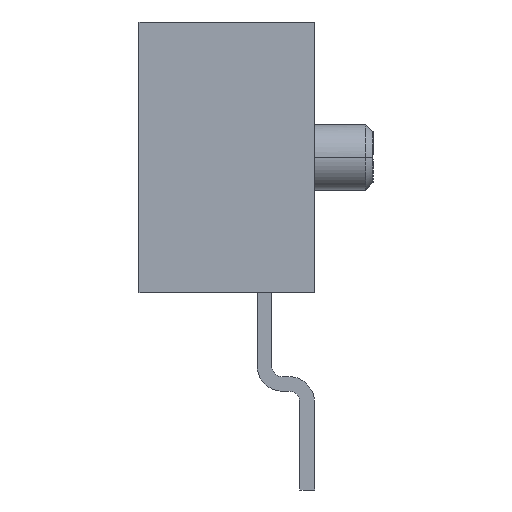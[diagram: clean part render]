
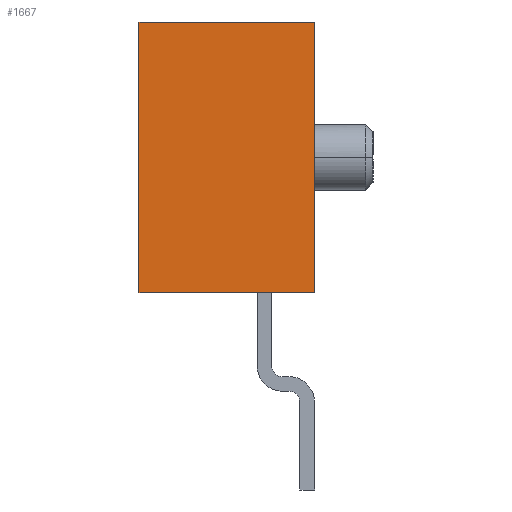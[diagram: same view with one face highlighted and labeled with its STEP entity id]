
A CAD part, left-side view. The second image highlights one B-rep face of the part: STEP entity #1667.
In plain terms, the highlighted planar face has unit normal (-1, 0, 0).
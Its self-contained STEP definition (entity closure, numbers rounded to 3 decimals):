
#167=CARTESIAN_POINT('',(-10.4,-1.2,1.85));
#168=VERTEX_POINT('',#167);
#178=CARTESIAN_POINT('',(-10.4,-1.2,-1.85));
#179=VERTEX_POINT('',#178);
#180=CARTESIAN_POINT('',(-10.4,-1.2,1.85));
#181=CARTESIAN_POINT('',(-10.4,-1.2,1.11));
#182=CARTESIAN_POINT('',(-10.4,-1.2,0.37));
#183=CARTESIAN_POINT('',(-10.4,-1.2,-0.37));
#184=CARTESIAN_POINT('',(-10.4,-1.2,-1.11));
#185=CARTESIAN_POINT('',(-10.4,-1.2,-1.85));
#186=B_SPLINE_CURVE_WITH_KNOTS('',5,(#180,#181,#182,#183,#184,#185),.UNSPECIFIED.,.F.,.U.,(6,6),(0.,3.7),.UNSPECIFIED.);
#187=EDGE_CURVE('',#168,#179,#186,.T.);
#675=CARTESIAN_POINT('',(-10.4,1.2,1.85));
#676=VERTEX_POINT('',#675);
#686=CARTESIAN_POINT('',(-10.4,1.2,1.85));
#687=CARTESIAN_POINT('',(-10.4,0.72,1.85));
#688=CARTESIAN_POINT('',(-10.4,0.24,1.85));
#689=CARTESIAN_POINT('',(-10.4,-0.24,1.85));
#690=CARTESIAN_POINT('',(-10.4,-0.72,1.85));
#691=CARTESIAN_POINT('',(-10.4,-1.2,1.85));
#692=B_SPLINE_CURVE_WITH_KNOTS('',5,(#686,#687,#688,#689,#690,#691),.UNSPECIFIED.,.F.,.U.,(6,6),(0.,2.4),.UNSPECIFIED.);
#693=EDGE_CURVE('',#676,#168,#692,.T.);
#1619=CARTESIAN_POINT('',(-10.4,0.,-0.06));
#1620=DIRECTION('',(0.,0.,1.));
#1621=DIRECTION('',(-1.,0.,0.));
#1622=AXIS2_PLACEMENT_3D('',#1619,#1621,#1620);
#1623=PLANE('',#1622);
#1624=CARTESIAN_POINT('',(-10.4,1.2,-1.85));
#1625=VERTEX_POINT('',#1624);
#1626=CARTESIAN_POINT('',(-10.4,0.925,-1.85));
#1627=VERTEX_POINT('',#1626);
#1628=CARTESIAN_POINT('',(-10.4,1.2,-1.85));
#1629=CARTESIAN_POINT('',(-10.4,1.145,-1.85));
#1630=CARTESIAN_POINT('',(-10.4,1.09,-1.85));
#1631=CARTESIAN_POINT('',(-10.4,1.035,-1.85));
#1632=CARTESIAN_POINT('',(-10.4,0.98,-1.85));
#1633=CARTESIAN_POINT('',(-10.4,0.925,-1.85));
#1634=B_SPLINE_CURVE_WITH_KNOTS('',5,(#1628,#1629,#1630,#1631,#1632,#1633),.UNSPECIFIED.,.F.,.U.,(6,6),(0.,0.275),.UNSPECIFIED.);
#1635=EDGE_CURVE('',#1625,#1627,#1634,.T.);
#1636=ORIENTED_EDGE('',*,*,#1635,.T.);
#1637=CARTESIAN_POINT('',(-10.4,-0.925,-1.85));
#1638=VERTEX_POINT('',#1637);
#1639=CARTESIAN_POINT('',(-10.4,0.925,-1.85));
#1640=DIRECTION('',(0.,-1.,0.));
#1641=VECTOR('',#1640,1.85);
#1642=LINE('',#1639,#1641);
#1643=EDGE_CURVE('',#1627,#1638,#1642,.T.);
#1644=ORIENTED_EDGE('',*,*,#1643,.T.);
#1645=CARTESIAN_POINT('',(-10.4,-1.2,-1.85));
#1646=CARTESIAN_POINT('',(-10.4,-1.145,-1.85));
#1647=CARTESIAN_POINT('',(-10.4,-1.09,-1.85));
#1648=CARTESIAN_POINT('',(-10.4,-1.035,-1.85));
#1649=CARTESIAN_POINT('',(-10.4,-0.98,-1.85));
#1650=CARTESIAN_POINT('',(-10.4,-0.925,-1.85));
#1651=B_SPLINE_CURVE_WITH_KNOTS('',5,(#1645,#1646,#1647,#1648,#1649,#1650),.UNSPECIFIED.,.F.,.U.,(6,6),(0.,0.275),.UNSPECIFIED.);
#1652=EDGE_CURVE('',#179,#1638,#1651,.T.);
#1653=ORIENTED_EDGE('',*,*,#1652,.F.);
#1654=ORIENTED_EDGE('',*,*,#187,.F.);
#1655=ORIENTED_EDGE('',*,*,#693,.F.);
#1656=CARTESIAN_POINT('',(-10.4,1.2,1.85));
#1657=CARTESIAN_POINT('',(-10.4,1.2,1.11));
#1658=CARTESIAN_POINT('',(-10.4,1.2,0.37));
#1659=CARTESIAN_POINT('',(-10.4,1.2,-0.37));
#1660=CARTESIAN_POINT('',(-10.4,1.2,-1.11));
#1661=CARTESIAN_POINT('',(-10.4,1.2,-1.85));
#1662=B_SPLINE_CURVE_WITH_KNOTS('',5,(#1656,#1657,#1658,#1659,#1660,#1661),.UNSPECIFIED.,.F.,.U.,(6,6),(0.,3.7),.UNSPECIFIED.);
#1663=EDGE_CURVE('',#676,#1625,#1662,.T.);
#1664=ORIENTED_EDGE('',*,*,#1663,.T.);
#1665=EDGE_LOOP('',(#1636,#1644,#1653,#1654,#1655,#1664));
#1666=FACE_OUTER_BOUND('',#1665,.T.);
#1667=ADVANCED_FACE('',(#1666),#1623,.T.);
